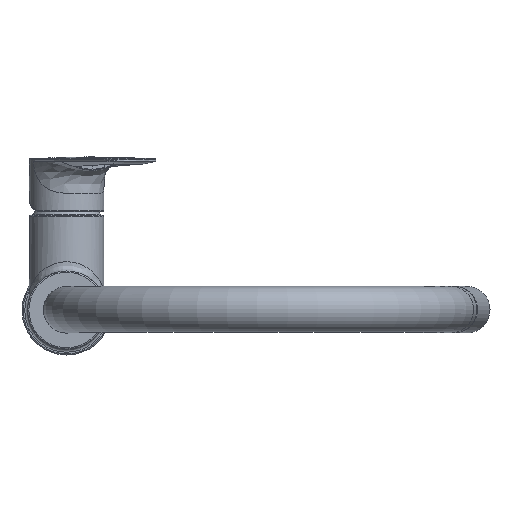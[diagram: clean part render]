
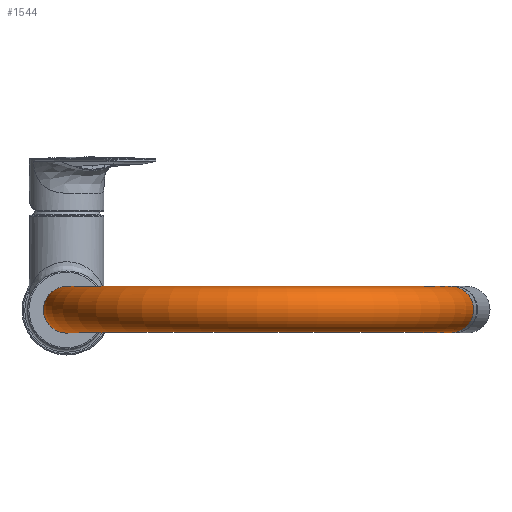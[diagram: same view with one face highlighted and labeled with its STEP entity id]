
A CAD part, top view. The second image highlights one B-rep face of the part: STEP entity #1544.
In plain terms, the highlighted toroidal (fillet/blend) face has major radius 104 mm and minor radius 12.4 mm.
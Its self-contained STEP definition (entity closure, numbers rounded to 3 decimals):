
#673=ORIENTED_EDGE('',*,*,#916,.F.);
#674=ORIENTED_EDGE('',*,*,#917,.T.);
#916=EDGE_CURVE('',#1085,#1085,#1186,.F.);
#917=EDGE_CURVE('',#1086,#1086,#1187,.F.);
#1085=VERTEX_POINT('',#10442);
#1086=VERTEX_POINT('',#10445);
#1186=CIRCLE('',#1726,12.4);
#1187=CIRCLE('',#1728,12.4);
#1312=EDGE_LOOP('',(#673));
#1313=EDGE_LOOP('',(#674));
#1431=FACE_BOUND('',#1312,.T.);
#1432=FACE_BOUND('',#1313,.T.);
#1454=TOROIDAL_SURFACE('',#1727,104.,12.4);
#1544=ADVANCED_FACE('',(#1431,#1432),#1454,.T.);
#1726=AXIS2_PLACEMENT_3D('',#10441,#1932,#1933);
#1727=AXIS2_PLACEMENT_3D('',#10443,#1934,#1935);
#1728=AXIS2_PLACEMENT_3D('',#10444,#1936,#1937);
#1932=DIRECTION('',(-0.174,0.,0.985));
#1933=DIRECTION('',(-0.985,0.,-0.174));
#1934=DIRECTION('',(0.,1.,0.));
#1935=DIRECTION('',(0.,0.,1.));
#1936=DIRECTION('',(0.,0.,-1.));
#1937=DIRECTION('',(1.,0.,0.));
#10441=CARTESIAN_POINT('',(206.42,0.,245.536));
#10442=CARTESIAN_POINT('',(194.208,0.,243.382));
#10443=CARTESIAN_POINT('',(104.,0.,227.476));
#10444=CARTESIAN_POINT('',(0.,0.,227.476));
#10445=CARTESIAN_POINT('',(12.4,0.,227.476));
